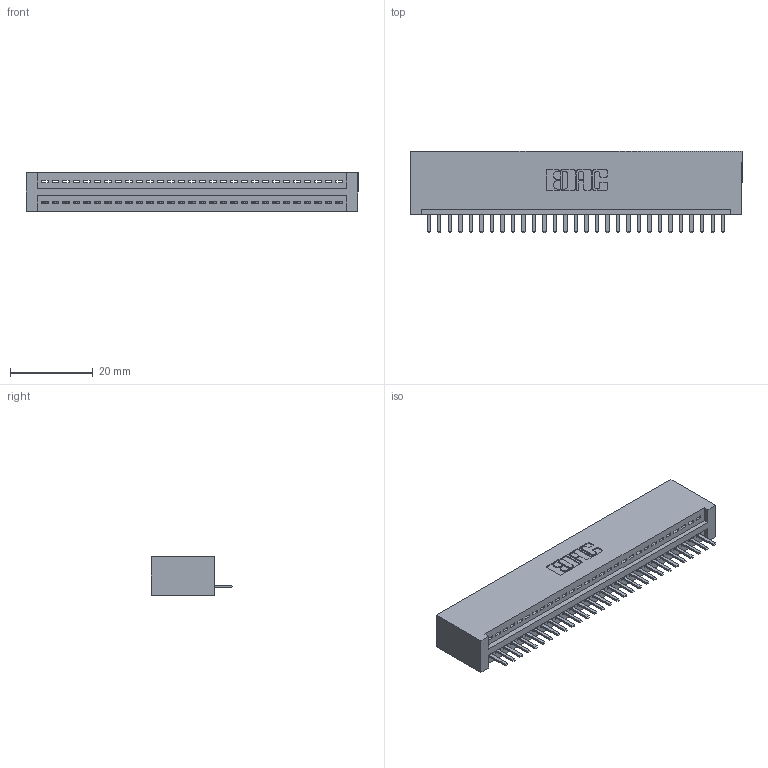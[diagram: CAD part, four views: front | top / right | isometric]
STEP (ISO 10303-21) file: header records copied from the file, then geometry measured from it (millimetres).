
FILE_DESCRIPTION (( 'STEP AP203' ), '1' );
FILE_NAME ('395-029-520-101.STEP', '2018-11-10T17:06:03', ( '' ), ( '' ), 'SwSTEP 2.0', 'SolidWorks 2016', '' );
FILE_SCHEMA (( 'CONFIG_CONTROL_DESIGN' ));
Length unit declared in the file: inch
Products named in the file (3): 395-029-520-101; 345 Part_No Mounting Lugs; 345-292-001_345-293-120
Assembly tree (30 placements, depth 2):
  395-029-520-101
    345 Part_No Mounting Lugs
    345-292-001_345-293-120  x29
Bounding box: 80.26 x 19.68 x 9.4 mm (x, y, z)
Volume: 8018 mm3; surface area: 10395.8 mm2
Topology: 30 solids, 30 shells, 1916 faces, 5653 edges, 3690 vertices
Faces by surface type: plane 1294, cylinder 622
Entity records: 23413 total; most frequent: CARTESIAN_POINT 4075, ORIENTED_EDGE 4026, DIRECTION 3559, EDGE_CURVE 2013, VECTOR 1769, LINE 1769, VERTEX_POINT 1338, AXIS2_PLACEMENT_3D 895
